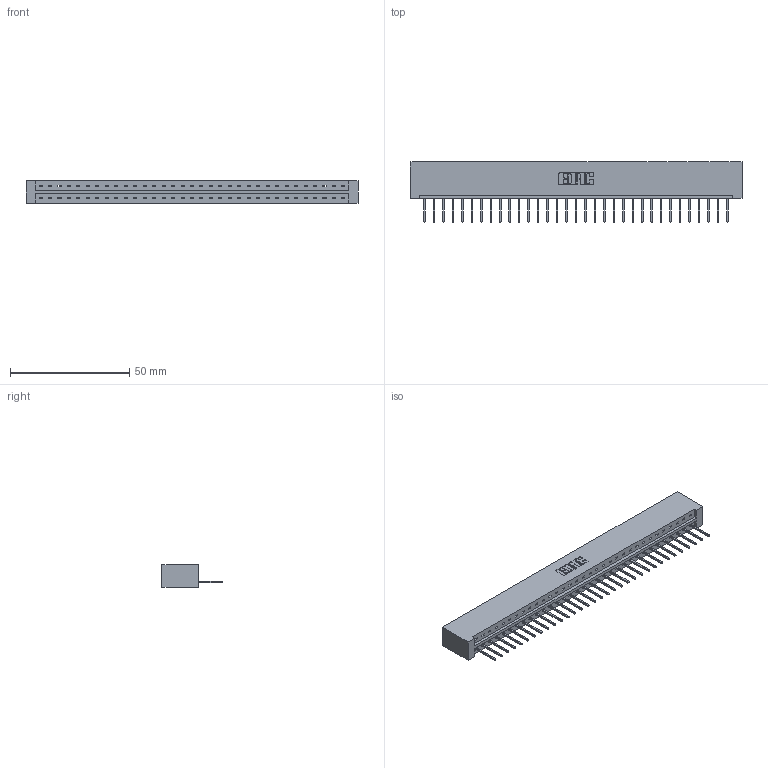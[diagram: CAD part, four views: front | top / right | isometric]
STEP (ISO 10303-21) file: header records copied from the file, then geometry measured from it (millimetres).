
FILE_DESCRIPTION (( 'STEP AP203' ), '1' );
FILE_NAME ('333-033-523-101.STEP', '2018-08-02T21:05:28', ( '' ), ( '' ), 'SwSTEP 2.0', 'SolidWorks 2016', '' );
FILE_SCHEMA (( 'CONFIG_CONTROL_DESIGN' ));
Length unit declared in the file: inch
Products named in the file (3): 345-292-001_345-293-123; 333-033-523-101; 333 Part_Lugless
Assembly tree (34 placements, depth 2):
  333-033-523-101
    333 Part_Lugless
    345-292-001_345-293-123  x33
Bounding box: 139.01 x 25.15 x 9.4 mm (x, y, z)
Volume: 14511.3 mm3; surface area: 15632.4 mm2
Topology: 34 solids, 34 shells, 2020 faces, 6095 edges, 4018 vertices
Faces by surface type: plane 1452, cylinder 568
Entity records: 21079 total; most frequent: CARTESIAN_POINT 3645, ORIENTED_EDGE 3614, DIRECTION 3085, EDGE_CURVE 1807, VECTOR 1687, LINE 1687, VERTEX_POINT 1202, AXIS2_PLACEMENT_3D 699
